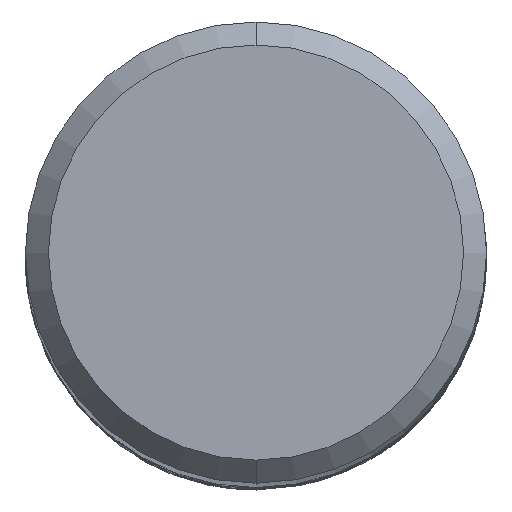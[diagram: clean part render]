
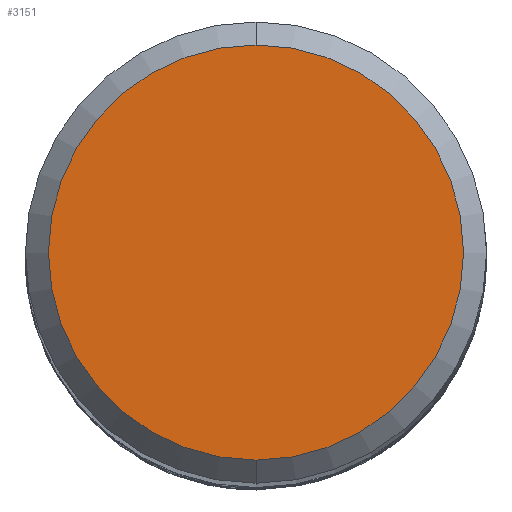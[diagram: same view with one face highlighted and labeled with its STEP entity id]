
A CAD part, top view. The second image highlights one B-rep face of the part: STEP entity #3151.
In plain terms, the highlighted planar face has unit normal (0, 0, 1).
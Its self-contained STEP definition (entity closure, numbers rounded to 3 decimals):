
#1489=EDGE_CURVE('',#2549,#2325,#3622,.T.);
#2325=VERTEX_POINT('',#4527);
#2549=VERTEX_POINT('',#4769);
#3115=EDGE_CURVE('',#2325,#2549,#5394,.T.);
#3151=ADVANCED_FACE('',(#5433),#5434,.T.);
#3622=CIRCLE('',#8370,3.6);
#4527=CARTESIAN_POINT('',(0.0,3.6,0.0));
#4769=CARTESIAN_POINT('',(0.,-3.6,0.0));
#5394=CIRCLE('',#26533,3.6);
#5433=FACE_OUTER_BOUND('',#26644,.T.);
#5434=PLANE('',#26645);
#8370=AXIS2_PLACEMENT_3D('',#27128,#27129,#27130);
#26533=AXIS2_PLACEMENT_3D('',#28971,#28972,#28973);
#26644=EDGE_LOOP('',(#29018,#29019));
#26645=AXIS2_PLACEMENT_3D('',#29020,#29021,#29022);
#27128=CARTESIAN_POINT('',(0.0,0.0,0.0));
#27129=DIRECTION('',(0.0,0.0,-1.0));
#27130=DIRECTION('',(0.0,1.0,0.0));
#28971=CARTESIAN_POINT('',(0.0,0.0,0.0));
#28972=DIRECTION('',(0.0,0.0,-1.0));
#28973=DIRECTION('',(0.0,1.0,0.0));
#29018=ORIENTED_EDGE('',*,*,#3115,.F.);
#29019=ORIENTED_EDGE('',*,*,#1489,.F.);
#29020=CARTESIAN_POINT('',(0.0,1.8,0.0));
#29021=DIRECTION('',(-0.0,0.0,1.0));
#29022=DIRECTION('',(0.0,-1.0,0.0));
